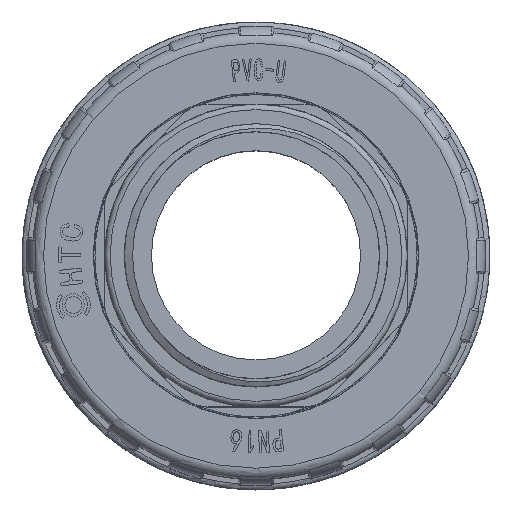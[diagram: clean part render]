
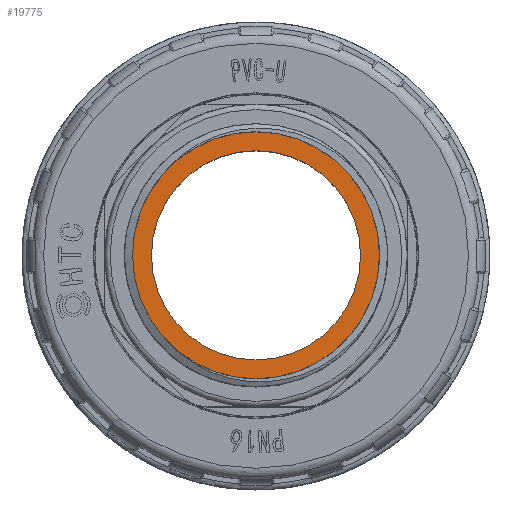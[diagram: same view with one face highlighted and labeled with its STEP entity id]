
A CAD part, top view. The second image highlights one B-rep face of the part: STEP entity #19775.
In plain terms, the highlighted planar face has unit normal (0, 0, 1).
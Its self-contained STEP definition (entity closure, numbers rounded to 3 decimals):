
#341=FACE_BOUND('',#2869,.T.);
#896=PLANE('',#21121);
#1778=FACE_OUTER_BOUND('',#2868,.T.);
#2868=EDGE_LOOP('',(#17055));
#2869=EDGE_LOOP('',(#17056));
#3991=CIRCLE('',#21055,22.423);
#4017=CIRCLE('',#21091,19.);
#9388=VERTEX_POINT('',#48232);
#9434=VERTEX_POINT('',#48785);
#11996=EDGE_CURVE('',#9388,#9388,#3991,.T.);
#12051=EDGE_CURVE('',#9434,#9434,#4017,.T.);
#17055=ORIENTED_EDGE('',*,*,#11996,.F.);
#17056=ORIENTED_EDGE('',*,*,#12051,.T.);
#19775=ADVANCED_FACE('',(#1778,#341),#896,.T.);
#21055=AXIS2_PLACEMENT_3D('',#48233,#24746,#24747);
#21091=AXIS2_PLACEMENT_3D('',#48786,#24842,#24843);
#21121=AXIS2_PLACEMENT_3D('',#50562,#24925,#24926);
#24746=DIRECTION('center_axis',(0.,0.,-1.));
#24747=DIRECTION('ref_axis',(1.,0.,0.));
#24842=DIRECTION('center_axis',(0.,0.,-1.));
#24843=DIRECTION('ref_axis',(-1.,0.,0.));
#24925=DIRECTION('center_axis',(0.,0.,1.));
#24926=DIRECTION('ref_axis',(1.,0.,0.));
#48232=CARTESIAN_POINT('',(-22.423,0.,125.417));
#48233=CARTESIAN_POINT('Origin',(0.,0.,125.417));
#48785=CARTESIAN_POINT('',(19.,0.,125.417));
#48786=CARTESIAN_POINT('Origin',(0.,0.,125.417));
#50562=CARTESIAN_POINT('Origin',(0.,0.,125.417));
